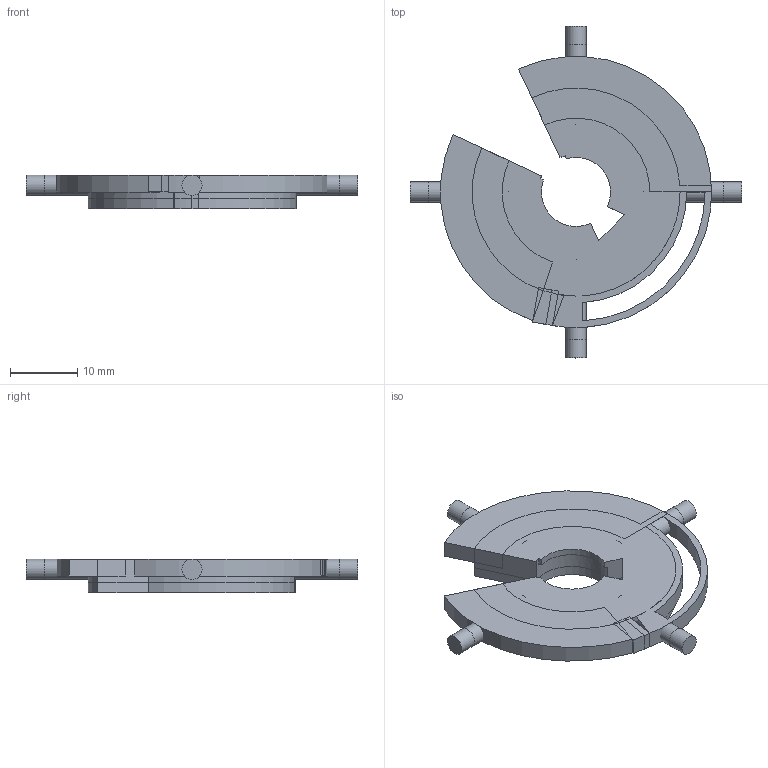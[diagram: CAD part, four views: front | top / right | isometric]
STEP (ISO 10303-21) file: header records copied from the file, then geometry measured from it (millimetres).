
FILE_DESCRIPTION(/* description */ ('','CAx-IF Rec.Pracs.---Representation and Presentation of Product Manufacturing Information (PMI)---4.0---2014-10-13'),/* implementation_level */ '2;1');
FILE_NAME(/* name */ 'Optical Sensor Mounting Plate.step',/* time_stamp */ '2025-03-10T04:15:33-04:00',/* author */ (''),/* organization */ (''),/* preprocessor_version */ 'ST-DEVELOPER v20',/* originating_system */ 'Autodesk Translation Framework v13.20.0.188',/* authorisation */ '');
FILE_SCHEMA (('AP242_MANAGED_MODEL_BASED_3D_ENGINEERING_MIM_LF { 1 0 10303 442 1 1 4 }'));
Length unit declared in the file: millimetre
Products named in the file (2): Optical Switch Plate; HES Plate v5
Assembly tree (1 placements, depth 2):
  Optical Switch Plate
    HES Plate v5
Bounding box: 49.46 x 49.46 x 5 mm (x, y, z)
Volume: 4850.5 mm3; surface area: 5713.7 mm2
Topology: 14 solids, 14 shells, 113 faces, 254 edges, 168 vertices
Faces by surface type: plane 81, cylinder 32
Full cylindrical faces by diameter (mm): 3 x8
Entity records: 3193 total; most frequent: DIRECTION 553, CARTESIAN_POINT 538, ORIENTED_EDGE 508, EDGE_CURVE 254, LINE 187, VECTOR 187, AXIS2_PLACEMENT_3D 183, VERTEX_POINT 168
